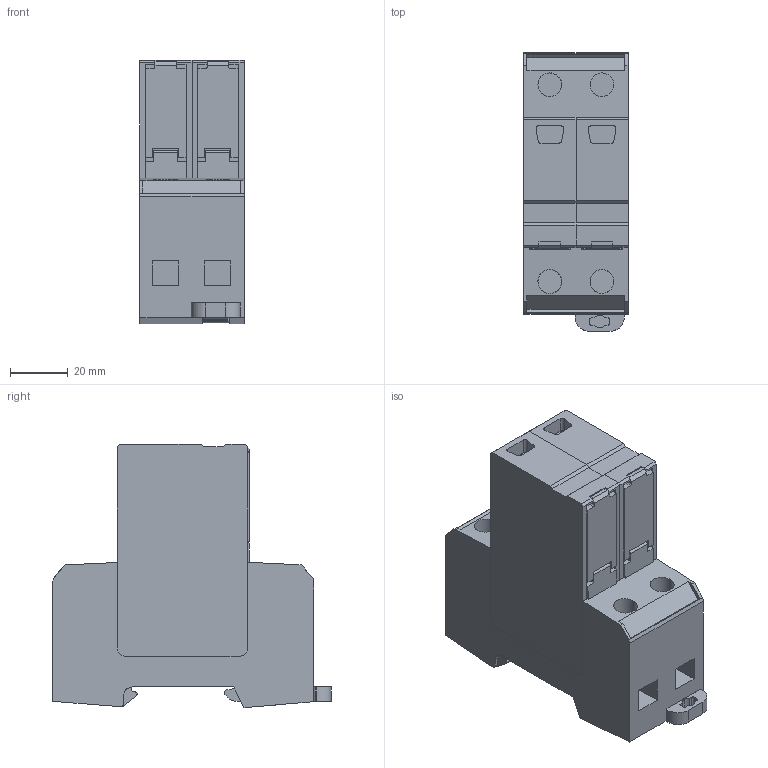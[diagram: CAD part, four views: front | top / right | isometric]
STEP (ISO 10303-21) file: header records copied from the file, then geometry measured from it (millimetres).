
FILE_DESCRIPTION(('CATIA V5 STEP Exchange','CAx-IF Rec.Pracs.--- Model Styling and Organization---1.4--- 2014-01-23'),'2;1');
FILE_NAME ('D1371649_2', '2020-02-28T08:01:11+00:00', ('none'), ('Weidmueller'), 'CATIA Version 5-6 Release 2016 SP3 HF44', 'CATIA V5 STEP AP214', 'none');
FILE_SCHEMA(('AUTOMOTIVE_DESIGN { 1 0 10303 214 1 1 1 1 }'));
Length unit declared in the file: millimetre
Products named in the file (1): 2726720000
Bounding box: 36 x 96.23 x 91 mm (x, y, z)
Volume: 205402.2 mm3; surface area: 53113.8 mm2
Topology: 16 solids, 16 shells, 485 faces, 1408 edges, 982 vertices
Faces by surface type: plane 358, cylinder 100, extrusion 27
Entity records: 16500 total; most frequent: CARTESIAN_POINT 3710, ORIENTED_EDGE 2816, DIRECTION 2012, EDGE_CURVE 1408, VECTOR 1101, LINE 1074, VERTEX_POINT 982, AXIS2_PLACEMENT_3D 559
